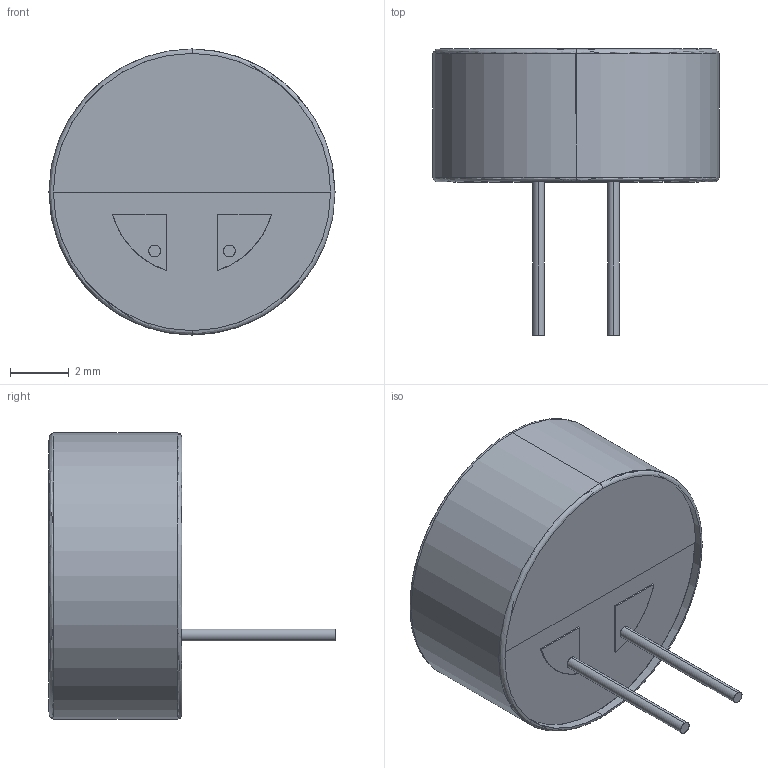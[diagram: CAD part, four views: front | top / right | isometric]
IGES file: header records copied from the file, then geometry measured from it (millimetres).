
Start section: SolidWorks IGES file using analytic representation for surfaces
Global section: file name: EM-9745P.IGS; native system: SolidWorks 2013; preprocessor: SolidWorks 2013; author: Gem; date: 170103.111722; units: millimetre
Bounding box: 9.7 x 9.71 x 9.7 mm (x, y, z)
Surface area: 437.2 mm2 (no closed solid volume)
Topology: 0 solids, 0 shells, 30 faces, 306 edges, 306 vertices
Faces by surface type: bspline 18, revolution 12
